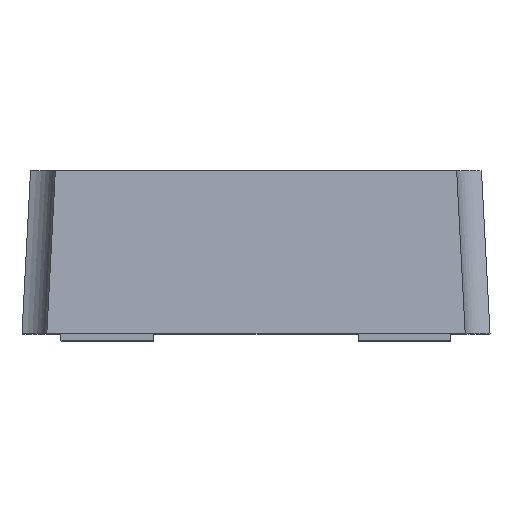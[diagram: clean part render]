
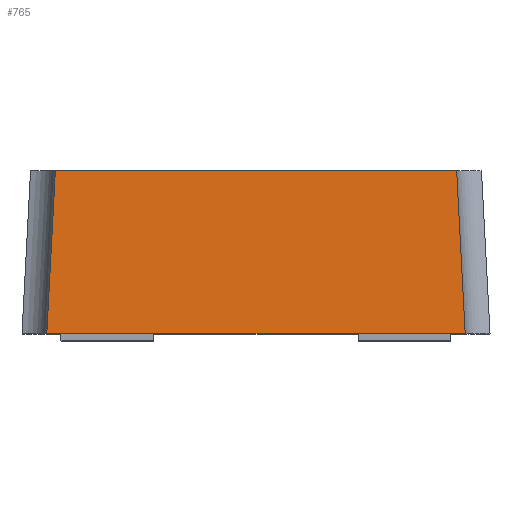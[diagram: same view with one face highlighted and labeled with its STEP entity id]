
A CAD part, top view. The second image highlights one B-rep face of the part: STEP entity #765.
In plain terms, the highlighted planar face has unit normal (0, 0.052, 0.999).
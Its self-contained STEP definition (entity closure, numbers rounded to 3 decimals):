
#57 = VERTEX_POINT ( 'NONE', #1282 ) ;
#58 = VERTEX_POINT ( 'NONE', #1284 ) ;
#65 = ORIENTED_EDGE ( 'NONE', *, *, #779, .T. ) ;
#98 = VERTEX_POINT ( 'NONE', #1279 ) ;
#123 = ORIENTED_EDGE ( 'NONE', *, *, #805, .F. ) ;
#199 = EDGE_LOOP ( 'NONE', ( #123, #226, #65, #228 ) ) ;
#226 = ORIENTED_EDGE ( 'NONE', *, *, #793, .T. ) ;
#228 = ORIENTED_EDGE ( 'NONE', *, *, #801, .T. ) ;
#244 = VERTEX_POINT ( 'NONE', #396 ) ;
#310 = VECTOR ( 'NONE', #1178, 1000. ) ;
#320 = VECTOR ( 'NONE', #1158, 1000. ) ;
#323 = VECTOR ( 'NONE', #1187, 1000. ) ;
#396 = CARTESIAN_POINT ( 'NONE',  ( -2.829, 2.3, 2.979 ) ) ;
#602 = FACE_OUTER_BOUND ( 'NONE', #199, .T. ) ;
#637 = LINE ( 'NONE', #1159, #320 ) ;
#641 = LINE ( 'NONE', #1188, #323 ) ;
#649 = LINE ( 'NONE', #1179, #310 ) ;
#663 = LINE ( 'NONE', #1119, #1246 ) ;
#765 = ADVANCED_FACE ( 'NONE', ( #602 ), #982, .T. ) ;
#779 = EDGE_CURVE ( 'NONE', #98, #57, #663, .T. ) ;
#793 = EDGE_CURVE ( 'NONE', #244, #98, #649, .T. ) ;
#801 = EDGE_CURVE ( 'NONE', #57, #58, #637, .T. ) ;
#805 = EDGE_CURVE ( 'NONE', #244, #58, #641, .T. ) ;
#982 = PLANE ( 'NONE',  #1270 ) ;
#1040 = CARTESIAN_POINT ( 'NONE',  ( -2.95, 0., 3.1 ) ) ;
#1119 = CARTESIAN_POINT ( 'NONE',  ( -2.95, 0., 3.1 ) ) ;
#1138 = DIRECTION ( 'NONE',  ( 0., -0.999, 0.052 ) ) ;
#1139 = DIRECTION ( 'NONE',  ( 0., 0.052, 0.999 ) ) ;
#1158 = DIRECTION ( 'NONE',  ( -0.052, 0.997, -0.052 ) ) ;
#1159 = CARTESIAN_POINT ( 'NONE',  ( 2.95, 0., 3.1 ) ) ;
#1178 = DIRECTION ( 'NONE',  ( -0.052, -0.997, 0.052 ) ) ;
#1179 = CARTESIAN_POINT ( 'NONE',  ( -2.829, 2.3, 2.979 ) ) ;
#1187 = DIRECTION ( 'NONE',  ( 1., 0., 0. ) ) ;
#1188 = CARTESIAN_POINT ( 'NONE',  ( -2.95, 2.3, 2.979 ) ) ;
#1199 = DIRECTION ( 'NONE',  ( 1., 0., 0. ) ) ;
#1246 = VECTOR ( 'NONE', #1199, 1000. ) ;
#1270 = AXIS2_PLACEMENT_3D ( 'NONE', #1040, #1139, #1138 ) ;
#1279 = CARTESIAN_POINT ( 'NONE',  ( -2.95, 0., 3.1 ) ) ;
#1282 = CARTESIAN_POINT ( 'NONE',  ( 2.95, 0., 3.1 ) ) ;
#1284 = CARTESIAN_POINT ( 'NONE',  ( 2.829, 2.3, 2.979 ) ) ;
